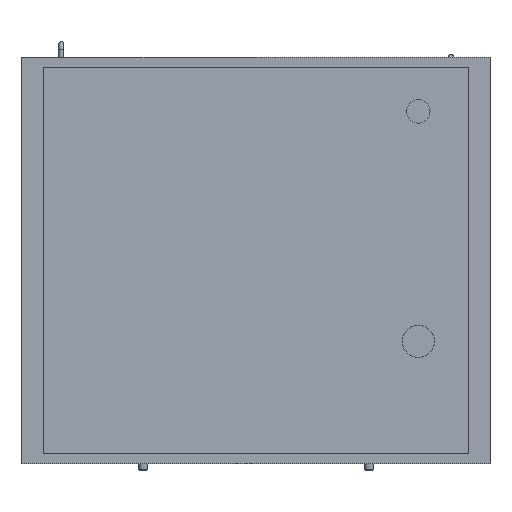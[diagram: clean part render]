
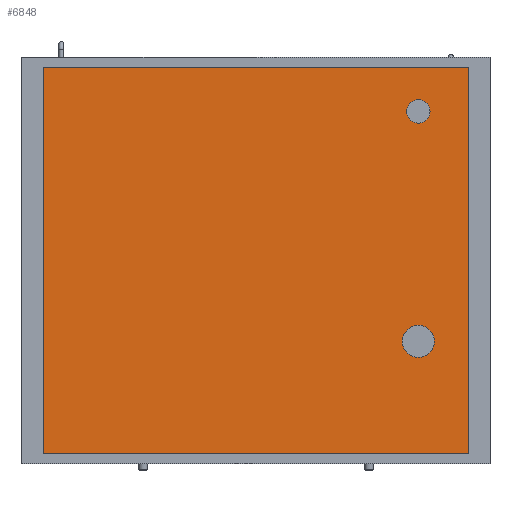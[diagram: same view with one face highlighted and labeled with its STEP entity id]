
A CAD part, front view. The second image highlights one B-rep face of the part: STEP entity #6848.
In plain terms, the highlighted planar face has unit normal (0, -1, 0).
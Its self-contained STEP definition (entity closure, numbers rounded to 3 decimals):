
#456=FACE_OUTER_BOUND('',#887,.T.);
#887=EDGE_LOOP('',(#4579,#4580,#4581,#4582));
#1335=LINE('',#10123,#2107);
#1338=LINE('',#10128,#2110);
#1341=LINE('',#10133,#2113);
#1342=LINE('',#10135,#2114);
#2107=VECTOR('',#8038,10.);
#2110=VECTOR('',#8043,10.);
#2113=VECTOR('',#8048,10.);
#2114=VECTOR('',#8051,10.);
#2871=VERTEX_POINT('',#10121);
#2872=VERTEX_POINT('',#10122);
#2873=VERTEX_POINT('',#10127);
#2874=VERTEX_POINT('',#10131);
#3549=EDGE_CURVE('',#2871,#2872,#1335,.T.);
#3552=EDGE_CURVE('',#2873,#2872,#1338,.T.);
#3555=EDGE_CURVE('',#2871,#2874,#1341,.T.);
#3556=EDGE_CURVE('',#2873,#2874,#1342,.T.);
#4579=ORIENTED_EDGE('',*,*,#3555,.T.);
#4580=ORIENTED_EDGE('',*,*,#3556,.F.);
#4581=ORIENTED_EDGE('',*,*,#3552,.T.);
#4582=ORIENTED_EDGE('',*,*,#3549,.F.);
#6517=PLANE('',#7347);
#6848=ADVANCED_FACE('',(#456),#6517,.T.);
#7347=AXIS2_PLACEMENT_3D('',#10134,#8049,#8050);
#8038=DIRECTION('',(0.,0.,1.));
#8043=DIRECTION('',(-1.,0.,0.));
#8048=DIRECTION('',(1.,0.,0.));
#8049=DIRECTION('center_axis',(0.,-1.,0.));
#8050=DIRECTION('ref_axis',(0.,0.,-1.));
#8051=DIRECTION('',(0.,0.,-1.));
#10121=CARTESIAN_POINT('',(-362.5,-185.,-330.));
#10122=CARTESIAN_POINT('',(-362.5,-185.,330.));
#10123=CARTESIAN_POINT('',(-362.5,-185.,330.));
#10127=CARTESIAN_POINT('',(362.5,-185.,330.));
#10128=CARTESIAN_POINT('',(0.,-185.,330.));
#10131=CARTESIAN_POINT('',(362.5,-185.,-330.));
#10133=CARTESIAN_POINT('',(0.,-185.,-330.));
#10134=CARTESIAN_POINT('Origin',(0.,-185.,330.));
#10135=CARTESIAN_POINT('',(362.5,-185.,330.));
